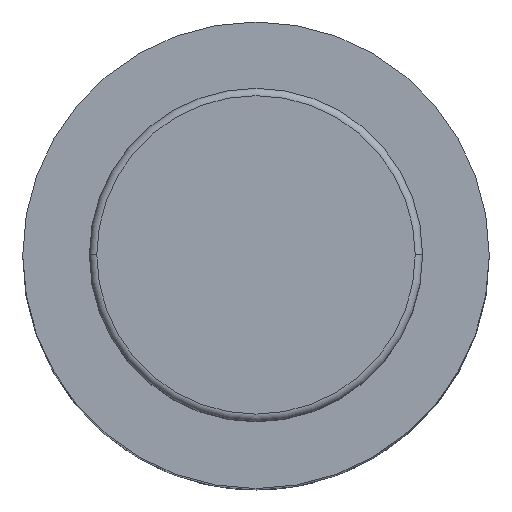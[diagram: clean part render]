
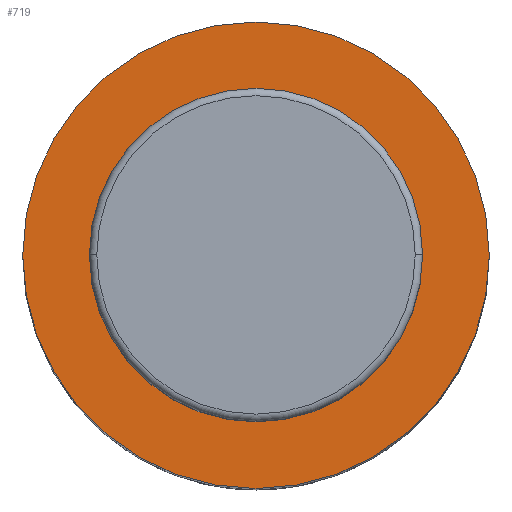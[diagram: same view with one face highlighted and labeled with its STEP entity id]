
A CAD part, top view. The second image highlights one B-rep face of the part: STEP entity #719.
In plain terms, the highlighted planar face has unit normal (0, 0, 1).
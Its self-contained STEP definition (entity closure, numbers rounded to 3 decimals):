
#15 = VERTEX_POINT ( 'NONE', #890 ) ;
#25 = AXIS2_PLACEMENT_3D ( 'NONE', #1040, #223, #1238 ) ;
#78 = ORIENTED_EDGE ( 'NONE', *, *, #2355, .T. ) ;
#107 = DIRECTION ( 'NONE',  ( 0., 0., -1. ) ) ;
#223 = DIRECTION ( 'NONE',  ( 0., 0., -1. ) ) ;
#249 = CARTESIAN_POINT ( 'NONE',  ( 0., 0., 112. ) ) ;
#361 = DIRECTION ( 'NONE',  ( 1., 0., 0. ) ) ;
#368 = DIRECTION ( 'NONE',  ( 0., 0., 1. ) ) ;
#390 = CARTESIAN_POINT ( 'NONE',  ( -22.5, 0., 112. ) ) ;
#412 = PLANE ( 'NONE',  #2342 ) ;
#433 = CARTESIAN_POINT ( 'NONE',  ( 31.5, 0., 112. ) ) ;
#514 = EDGE_CURVE ( 'NONE', #1887, #2601, #2095, .T. ) ;
#542 = FACE_OUTER_BOUND ( 'NONE', #1758, .T. ) ;
#561 = DIRECTION ( 'NONE',  ( 0., 0., -1. ) ) ;
#614 = AXIS2_PLACEMENT_3D ( 'NONE', #2149, #561, #790 ) ;
#719 = ADVANCED_FACE ( 'NONE', ( #1057, #542 ), #412, .T. ) ;
#774 = AXIS2_PLACEMENT_3D ( 'NONE', #2218, #2201, #2198 ) ;
#790 = DIRECTION ( 'NONE',  ( -1., 0., 0. ) ) ;
#841 = ORIENTED_EDGE ( 'NONE', *, *, #514, .F. ) ;
#890 = CARTESIAN_POINT ( 'NONE',  ( 22.5, 0., 112. ) ) ;
#1018 = CARTESIAN_POINT ( 'NONE',  ( -31.5, 0., 112. ) ) ;
#1040 = CARTESIAN_POINT ( 'NONE',  ( 0., 0., 112. ) ) ;
#1057 = FACE_BOUND ( 'NONE', #1915, .T. ) ;
#1058 = AXIS2_PLACEMENT_3D ( 'NONE', #249, #107, #1980 ) ;
#1238 = DIRECTION ( 'NONE',  ( -1., 0., 0. ) ) ;
#1295 = ORIENTED_EDGE ( 'NONE', *, *, #2373, .T. ) ;
#1365 = CIRCLE ( 'NONE', #1058, 31.5 ) ;
#1463 = ORIENTED_EDGE ( 'NONE', *, *, #1833, .F. ) ;
#1499 = CIRCLE ( 'NONE', #614, 22.5 ) ;
#1758 = EDGE_LOOP ( 'NONE', ( #841, #1463 ) ) ;
#1833 = EDGE_CURVE ( 'NONE', #2601, #1887, #1365, .T. ) ;
#1887 = VERTEX_POINT ( 'NONE', #1018 ) ;
#1915 = EDGE_LOOP ( 'NONE', ( #1295, #78 ) ) ;
#1980 = DIRECTION ( 'NONE',  ( -1., 0., 0. ) ) ;
#2004 = CIRCLE ( 'NONE', #25, 22.5 ) ;
#2095 = CIRCLE ( 'NONE', #774, 31.5 ) ;
#2149 = CARTESIAN_POINT ( 'NONE',  ( 0., 0., 112. ) ) ;
#2198 = DIRECTION ( 'NONE',  ( -1., 0., 0. ) ) ;
#2201 = DIRECTION ( 'NONE',  ( 0., 0., -1. ) ) ;
#2218 = CARTESIAN_POINT ( 'NONE',  ( 0., 0., 112. ) ) ;
#2293 = VERTEX_POINT ( 'NONE', #2412 ) ;
#2342 = AXIS2_PLACEMENT_3D ( 'NONE', #390, #368, #361 ) ;
#2355 = EDGE_CURVE ( 'NONE', #15, #2293, #2004, .T. ) ;
#2373 = EDGE_CURVE ( 'NONE', #2293, #15, #1499, .T. ) ;
#2412 = CARTESIAN_POINT ( 'NONE',  ( -22.5, 0., 112. ) ) ;
#2601 = VERTEX_POINT ( 'NONE', #433 ) ;
